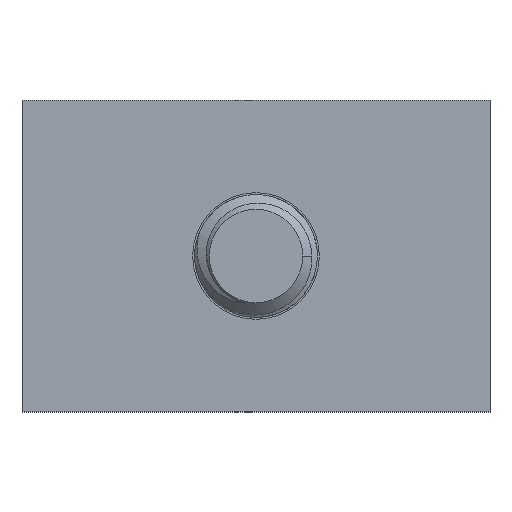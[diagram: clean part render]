
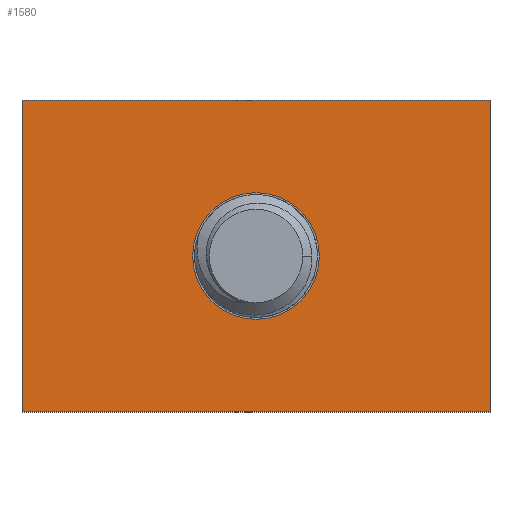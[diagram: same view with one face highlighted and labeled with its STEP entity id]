
A CAD part, front view. The second image highlights one B-rep face of the part: STEP entity #1580.
In plain terms, the highlighted planar face has unit normal (0, -1, 0).
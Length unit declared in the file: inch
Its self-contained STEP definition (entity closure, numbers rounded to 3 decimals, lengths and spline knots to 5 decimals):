
#131 = AXIS2_PLACEMENT_3D ( 'NONE', #2707, #4084, #954 ) ;
#277 = CIRCLE ( 'NONE', #3279, 0.1015 ) ;
#353 = VECTOR ( 'NONE', #4286, 39.37008 ) ;
#409 = CARTESIAN_POINT ( 'NONE',  ( -0.1015, 0., 0. ) ) ;
#423 = AXIS2_PLACEMENT_3D ( 'NONE', #1618, #1283, #3013 ) ;
#505 = CARTESIAN_POINT ( 'NONE',  ( 0.375, 0., 0.25 ) ) ;
#555 = EDGE_CURVE ( 'NONE', #1474, #3186, #2233, .T. ) ;
#578 = VECTOR ( 'NONE', #688, 39.37008 ) ;
#688 = DIRECTION ( 'NONE',  ( 1., 0., 0. ) ) ;
#877 = CARTESIAN_POINT ( 'NONE',  ( -0.375, 0., 0.25 ) ) ;
#933 = CIRCLE ( 'NONE', #131, 0.1015 ) ;
#954 = DIRECTION ( 'NONE',  ( 1., 0., 0. ) ) ;
#973 = ORIENTED_EDGE ( 'NONE', *, *, #2288, .T. ) ;
#979 = CARTESIAN_POINT ( 'NONE',  ( 0.1015, 0., 0. ) ) ;
#1004 = DIRECTION ( 'NONE',  ( 1., 0., 0. ) ) ;
#1188 = EDGE_CURVE ( 'NONE', #3186, #3164, #3162, .T. ) ;
#1283 = DIRECTION ( 'NONE',  ( 0., 1., 0. ) ) ;
#1372 = VECTOR ( 'NONE', #2642, 39.37008 ) ;
#1405 = ORIENTED_EDGE ( 'NONE', *, *, #555, .F. ) ;
#1409 = VERTEX_POINT ( 'NONE', #409 ) ;
#1474 = VERTEX_POINT ( 'NONE', #3270 ) ;
#1499 = CARTESIAN_POINT ( 'NONE',  ( 0.375, 0., 0.25 ) ) ;
#1554 = FACE_BOUND ( 'NONE', #3394, .T. ) ;
#1580 = ADVANCED_FACE ( 'NONE', ( #1554, #1636 ), #4019, .F. ) ;
#1586 = ORIENTED_EDGE ( 'NONE', *, *, #4228, .T. ) ;
#1618 = CARTESIAN_POINT ( 'NONE',  ( -0.375, 0., 0.25 ) ) ;
#1636 = FACE_OUTER_BOUND ( 'NONE', #3099, .T. ) ;
#1736 = ORIENTED_EDGE ( 'NONE', *, *, #1188, .F. ) ;
#1747 = VERTEX_POINT ( 'NONE', #979 ) ;
#1817 = EDGE_CURVE ( 'NONE', #1409, #1747, #277, .T. ) ;
#2007 = ORIENTED_EDGE ( 'NONE', *, *, #2765, .T. ) ;
#2014 = DIRECTION ( 'NONE',  ( 1., 0., 0. ) ) ;
#2232 = VERTEX_POINT ( 'NONE', #3226 ) ;
#2233 = LINE ( 'NONE', #3416, #1372 ) ;
#2288 = EDGE_CURVE ( 'NONE', #2232, #3164, #2895, .T. ) ;
#2412 = LINE ( 'NONE', #3489, #578 ) ;
#2437 = CARTESIAN_POINT ( 'NONE',  ( -0.375, 0., 0.25 ) ) ;
#2642 = DIRECTION ( 'NONE',  ( 0., 0., 1. ) ) ;
#2707 = CARTESIAN_POINT ( 'NONE',  ( 0., 0., 0. ) ) ;
#2713 = DIRECTION ( 'NONE',  ( 0., 1., 0. ) ) ;
#2765 = EDGE_CURVE ( 'NONE', #1747, #1409, #933, .T. ) ;
#2824 = VECTOR ( 'NONE', #2014, 39.37008 ) ;
#2895 = LINE ( 'NONE', #505, #353 ) ;
#3013 = DIRECTION ( 'NONE',  ( 0., 0., 1. ) ) ;
#3083 = CARTESIAN_POINT ( 'NONE',  ( 0., 0., 0. ) ) ;
#3099 = EDGE_LOOP ( 'NONE', ( #973, #1736, #1405, #1586 ) ) ;
#3162 = LINE ( 'NONE', #2437, #2824 ) ;
#3164 = VERTEX_POINT ( 'NONE', #1499 ) ;
#3186 = VERTEX_POINT ( 'NONE', #877 ) ;
#3226 = CARTESIAN_POINT ( 'NONE',  ( 0.375, 0., -0.25 ) ) ;
#3270 = CARTESIAN_POINT ( 'NONE',  ( -0.375, 0., -0.25 ) ) ;
#3279 = AXIS2_PLACEMENT_3D ( 'NONE', #3083, #2713, #1004 ) ;
#3394 = EDGE_LOOP ( 'NONE', ( #2007, #4005 ) ) ;
#3416 = CARTESIAN_POINT ( 'NONE',  ( -0.375, 0., 0.25 ) ) ;
#3489 = CARTESIAN_POINT ( 'NONE',  ( -0.375, 0., -0.25 ) ) ;
#4005 = ORIENTED_EDGE ( 'NONE', *, *, #1817, .T. ) ;
#4019 = PLANE ( 'NONE',  #423 ) ;
#4084 = DIRECTION ( 'NONE',  ( 0., 1., 0. ) ) ;
#4228 = EDGE_CURVE ( 'NONE', #1474, #2232, #2412, .T. ) ;
#4286 = DIRECTION ( 'NONE',  ( 0., 0., 1. ) ) ;
